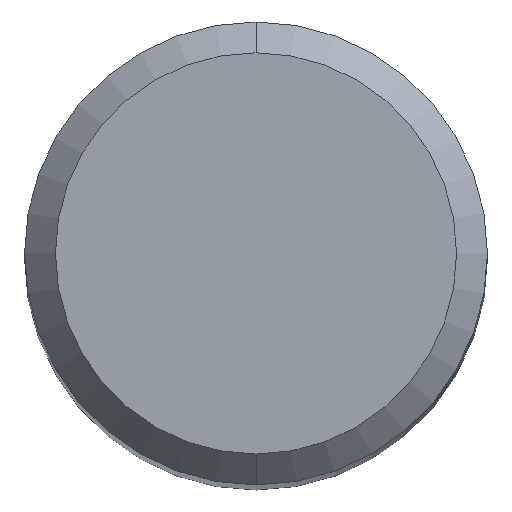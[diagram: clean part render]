
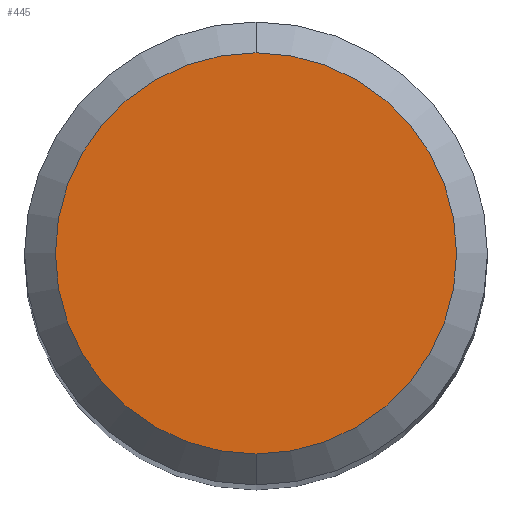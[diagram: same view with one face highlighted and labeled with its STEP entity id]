
A CAD part, top view. The second image highlights one B-rep face of the part: STEP entity #445.
In plain terms, the highlighted planar face has unit normal (0, 0, 1).
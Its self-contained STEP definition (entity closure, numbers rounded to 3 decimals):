
#253=EDGE_CURVE('',#291,#419,#560,.T.);
#291=VERTEX_POINT('',#604);
#377=EDGE_CURVE('',#419,#291,#698,.T.);
#419=VERTEX_POINT('',#743);
#445=ADVANCED_FACE('',(#771),#772,.T.);
#560=CIRCLE('',#995,2.6);
#604=CARTESIAN_POINT('',(0.,-2.6,0.0));
#698=CIRCLE('',#1242,2.6);
#743=CARTESIAN_POINT('',(0.0,2.6,0.0));
#771=FACE_OUTER_BOUND('',#1397,.T.);
#772=PLANE('',#1398);
#995=AXIS2_PLACEMENT_3D('',#1507,#1508,#1509);
#1242=AXIS2_PLACEMENT_3D('',#1667,#1668,#1669);
#1397=EDGE_LOOP('',(#1746,#1747));
#1398=AXIS2_PLACEMENT_3D('',#1748,#1749,#1750);
#1507=CARTESIAN_POINT('',(0.0,0.0,0.0));
#1508=DIRECTION('',(0.0,0.0,-1.0));
#1509=DIRECTION('',(0.0,1.0,0.0));
#1667=CARTESIAN_POINT('',(0.0,0.0,0.0));
#1668=DIRECTION('',(0.0,0.0,-1.0));
#1669=DIRECTION('',(0.0,1.0,0.0));
#1746=ORIENTED_EDGE('',*,*,#377,.F.);
#1747=ORIENTED_EDGE('',*,*,#253,.F.);
#1748=CARTESIAN_POINT('',(0.0,1.3,0.0));
#1749=DIRECTION('',(-0.0,0.0,1.0));
#1750=DIRECTION('',(0.0,-1.0,0.0));
